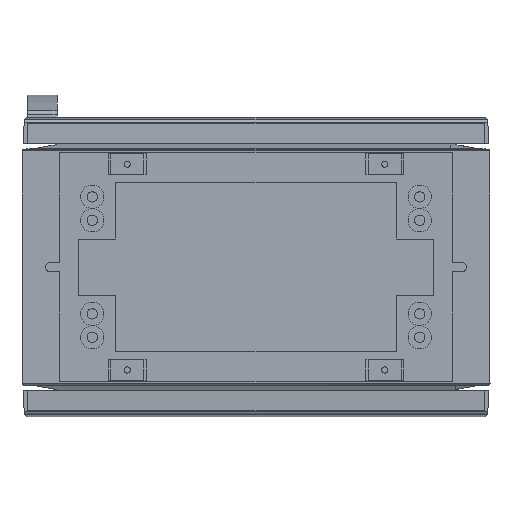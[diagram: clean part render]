
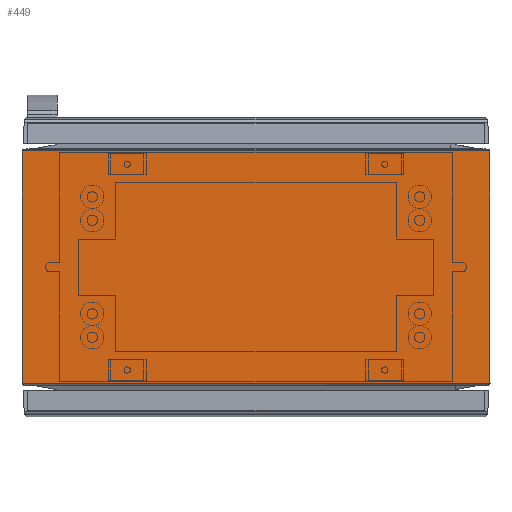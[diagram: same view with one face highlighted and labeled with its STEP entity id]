
A CAD part, front view. The second image highlights one B-rep face of the part: STEP entity #449.
In plain terms, the highlighted planar face has unit normal (0, -1, 0).
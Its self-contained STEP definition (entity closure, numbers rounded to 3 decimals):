
#449=ADVANCED_FACE('',(#3519),#3520,.T.);
#3519=FACE_OUTER_BOUND('',#9113,.T.);
#3520=PLANE('',#9114);
#9113=EDGE_LOOP('',(#16757,#16758,#16759,#16760));
#9114=AXIS2_PLACEMENT_3D('',#16761,#16762,#16763);
#16757=ORIENTED_EDGE('',*,*,#36079,.F.);
#16758=ORIENTED_EDGE('',*,*,#36080,.T.);
#16759=ORIENTED_EDGE('',*,*,#36081,.F.);
#16760=ORIENTED_EDGE('',*,*,#36082,.F.);
#16761=CARTESIAN_POINT('',(250.0,-625.0,124.07));
#16762=DIRECTION('',(0.,-1.0,0.));
#16763=DIRECTION('',(-1.0,0.,0.0));
#36079=EDGE_CURVE('',#43593,#43594,#43595,.T.);
#36080=EDGE_CURVE('',#43593,#43596,#43597,.T.);
#36081=EDGE_CURVE('',#43598,#43596,#43599,.T.);
#36082=EDGE_CURVE('',#43594,#43598,#43600,.T.);
#43593=VERTEX_POINT('',#55702);
#43594=VERTEX_POINT('',#55703);
#43595=LINE('',#55704,#55705);
#43596=VERTEX_POINT('',#55706);
#43597=LINE('',#55707,#55708);
#43598=VERTEX_POINT('',#55709);
#43599=LINE('',#55710,#55711);
#43600=LINE('',#55712,#55713);
#55702=CARTESIAN_POINT('',(250.0,-625.0,124.07));
#55703=CARTESIAN_POINT('',(250.0,-625.0,-124.07));
#55704=CARTESIAN_POINT('',(250.0,-625.0,124.07));
#55705=VECTOR('',#72173,1.0);
#55706=CARTESIAN_POINT('',(-250.0,-625.0,124.07));
#55707=CARTESIAN_POINT('',(250.0,-625.0,124.07));
#55708=VECTOR('',#72174,1.0);
#55709=CARTESIAN_POINT('',(-250.0,-625.0,-124.07));
#55710=CARTESIAN_POINT('',(-250.0,-625.0,-124.07));
#55711=VECTOR('',#72175,1.0);
#55712=CARTESIAN_POINT('',(250.0,-625.0,-124.07));
#55713=VECTOR('',#72176,1.0);
#72173=DIRECTION('',(0.,0.,-1.0));
#72174=DIRECTION('',(-1.0,0.,0.));
#72175=DIRECTION('',(0.,0.,1.0));
#72176=DIRECTION('',(-1.0,0.,0.));
